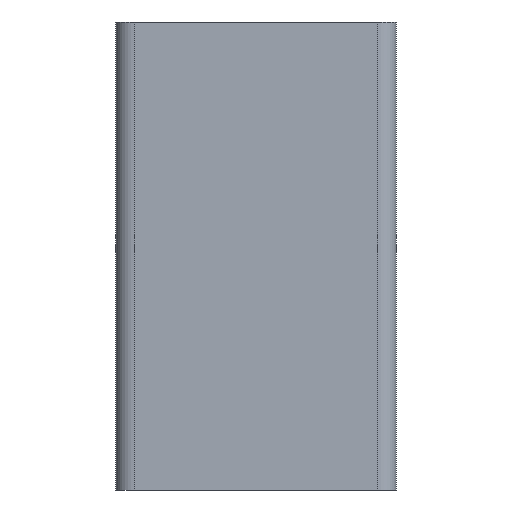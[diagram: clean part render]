
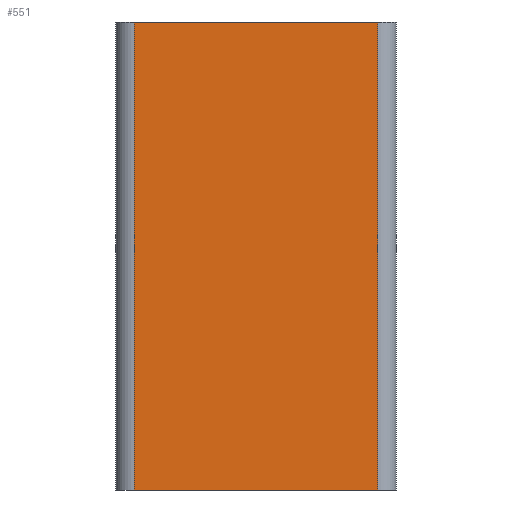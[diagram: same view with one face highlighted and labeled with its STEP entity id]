
A CAD part, front view. The second image highlights one B-rep face of the part: STEP entity #551.
In plain terms, the highlighted planar face has unit normal (0, -1, 0).
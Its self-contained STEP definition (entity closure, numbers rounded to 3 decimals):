
#551 = ADVANCED_FACE( '', ( #1371 ), #1372, .T. );
#623 = VERTEX_POINT( '', #1448 );
#729 = EDGE_CURVE( '', #735, #1121, #1568, .T. );
#735 = VERTEX_POINT( '', #1574 );
#781 = EDGE_CURVE( '', #1121, #929, #1622, .T. );
#929 = VERTEX_POINT( '', #1783 );
#1021 = EDGE_CURVE( '', #623, #929, #1882, .T. );
#1041 = EDGE_CURVE( '', #735, #623, #1903, .T. );
#1121 = VERTEX_POINT( '', #1991 );
#1371 = FACE_OUTER_BOUND( '', #2294, .T. );
#1372 = PLANE( '', #2295 );
#1448 = CARTESIAN_POINT( '', ( 13., -15., 0. ) );
#1568 = LINE( '', #2581, #2582 );
#1574 = CARTESIAN_POINT( '', ( -13., -15., 0. ) );
#1622 = LINE( '', #2662, #2663 );
#1783 = CARTESIAN_POINT( '', ( 13., -15., -50. ) );
#1882 = LINE( '', #3031, #3032 );
#1903 = LINE( '', #3058, #3059 );
#1991 = CARTESIAN_POINT( '', ( -13., -15., -50. ) );
#2294 = EDGE_LOOP( '', ( #3516, #3517, #3518, #3519 ) );
#2295 = AXIS2_PLACEMENT_3D( '', #3520, #3521, #3522 );
#2581 = CARTESIAN_POINT( '', ( -13., -15., 0. ) );
#2582 = VECTOR( '', #3768, 1. );
#2662 = CARTESIAN_POINT( '', ( -13., -15., -50. ) );
#2663 = VECTOR( '', #3805, 1. );
#3031 = CARTESIAN_POINT( '', ( 13., -15., 0. ) );
#3032 = VECTOR( '', #4041, 1. );
#3058 = CARTESIAN_POINT( '', ( -13., -15., 0. ) );
#3059 = VECTOR( '', #4052, 1. );
#3516 = ORIENTED_EDGE( '', *, *, #781, .T. );
#3517 = ORIENTED_EDGE( '', *, *, #1021, .F. );
#3518 = ORIENTED_EDGE( '', *, *, #1041, .F. );
#3519 = ORIENTED_EDGE( '', *, *, #729, .T. );
#3520 = CARTESIAN_POINT( '', ( -13., -15., 0. ) );
#3521 = DIRECTION( '', ( 0., -1., 0. ) );
#3522 = DIRECTION( '', ( -1., 0., 0. ) );
#3768 = DIRECTION( '', ( 0., 0., -1. ) );
#3805 = DIRECTION( '', ( 1., 0., 0. ) );
#4041 = DIRECTION( '', ( 0., 0., -1. ) );
#4052 = DIRECTION( '', ( 1., 0., 0. ) );
